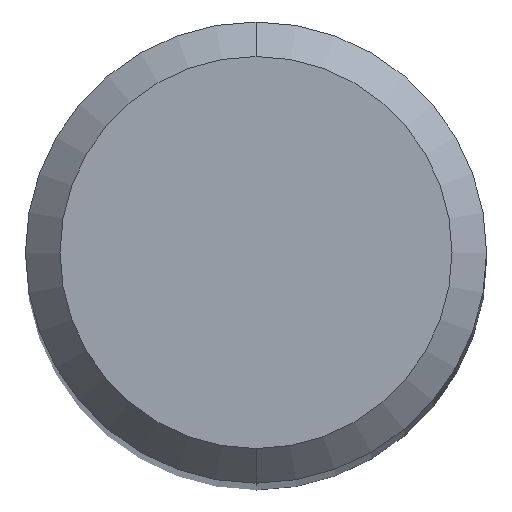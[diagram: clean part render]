
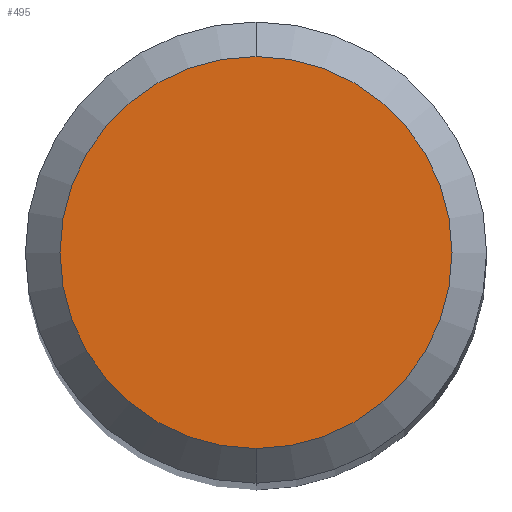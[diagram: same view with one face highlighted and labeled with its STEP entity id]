
A CAD part, top view. The second image highlights one B-rep face of the part: STEP entity #495.
In plain terms, the highlighted planar face has unit normal (0, 0, 1).
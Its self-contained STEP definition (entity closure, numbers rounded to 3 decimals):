
#261=EDGE_CURVE('',#505,#307,#625,.T.);
#307=VERTEX_POINT('',#676);
#425=EDGE_CURVE('',#307,#505,#810,.T.);
#495=ADVANCED_FACE('',(#886),#887,.T.);
#505=VERTEX_POINT('',#898);
#625=CIRCLE('',#1078,1.7);
#676=CARTESIAN_POINT('',(0.0,1.7,0.0));
#810=CIRCLE('',#1364,1.7);
#886=FACE_OUTER_BOUND('',#1566,.T.);
#887=PLANE('',#1567);
#898=CARTESIAN_POINT('',(0.,-1.7,0.0));
#1078=AXIS2_PLACEMENT_3D('',#1721,#1722,#1723);
#1364=AXIS2_PLACEMENT_3D('',#1970,#1971,#1972);
#1566=EDGE_LOOP('',(#2027,#2028));
#1567=AXIS2_PLACEMENT_3D('',#2029,#2030,#2031);
#1721=CARTESIAN_POINT('',(0.0,0.0,0.0));
#1722=DIRECTION('',(0.0,0.0,-1.0));
#1723=DIRECTION('',(0.0,1.0,0.0));
#1970=CARTESIAN_POINT('',(0.0,0.0,0.0));
#1971=DIRECTION('',(0.0,0.0,-1.0));
#1972=DIRECTION('',(0.0,1.0,0.0));
#2027=ORIENTED_EDGE('',*,*,#425,.F.);
#2028=ORIENTED_EDGE('',*,*,#261,.F.);
#2029=CARTESIAN_POINT('',(0.0,0.85,0.0));
#2030=DIRECTION('',(-0.0,0.0,1.0));
#2031=DIRECTION('',(0.0,-1.0,0.0));
